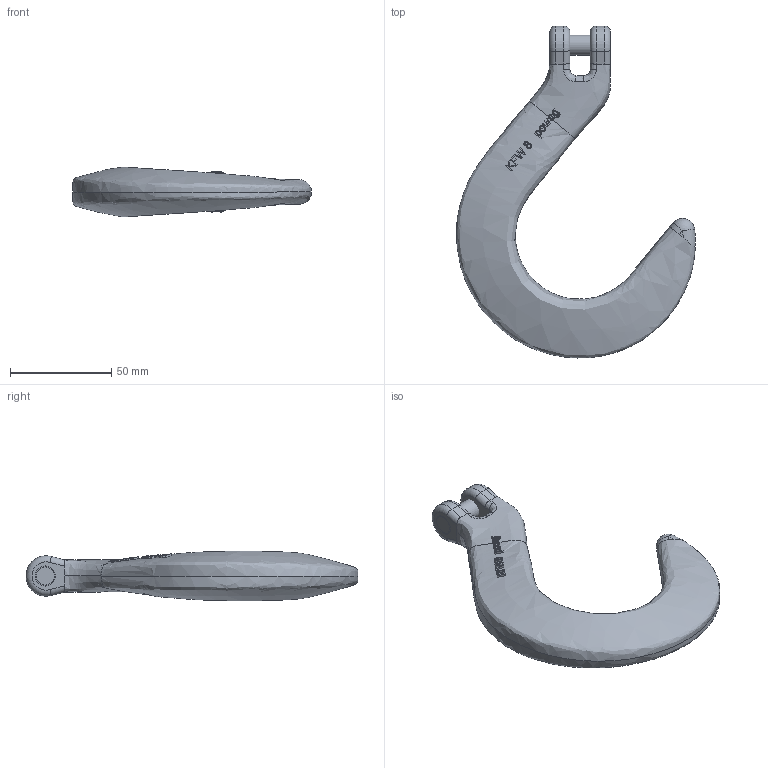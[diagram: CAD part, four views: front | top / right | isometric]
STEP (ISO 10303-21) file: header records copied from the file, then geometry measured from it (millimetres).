
FILE_DESCRIPTION(/* description */ (''),/* implementation_level */ '2;1');
FILE_NAME(/* name */ 'pewag_KFW_8',/* time_stamp */ '2010-01-26T09:38:40+01:00',/* author */ (''),/* organization */ (''),/* preprocessor_version */ 'ST-DEVELOPER v9',/* originating_system */ 'UGS - NX 4.0',/* authorisation */ '');
FILE_SCHEMA (('CONFIG_CONTROL_DESIGN'));
Length unit declared in the file: millimetre
Products named in the file (1): ritF6BEuc3w
Bounding box: 118 x 163.95 x 24.57 mm (x, y, z)
Volume: 114851.1 mm3; surface area: 23727.9 mm2
Topology: 2 solids, 2 shells, 217 faces, 611 edges, 410 vertices
Faces by surface type: extrusion 87, plane 77, bspline 31, cylinder 16, torus 5, sphere 1
Full cylindrical faces by diameter (mm): 9 x2, 10 x1
Entity records: 19075 total; most frequent: CARTESIAN_POINT 14237, ORIENTED_EDGE 1210, EDGE_CURVE 605, DIRECTION 532, B_SPLINE_CURVE_WITH_KNOTS 481, VERTEX_POINT 409, VECTOR 264, EDGE_LOOP 238
